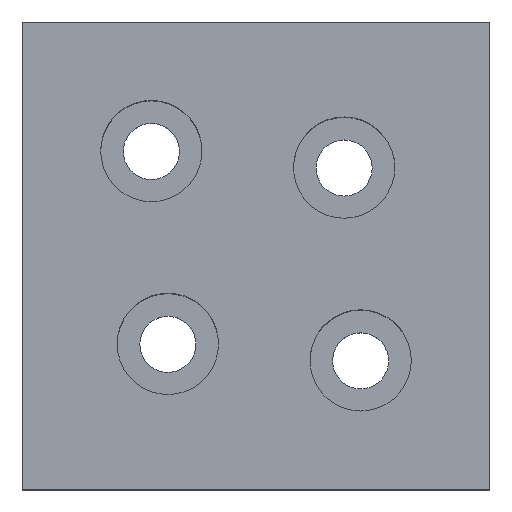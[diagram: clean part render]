
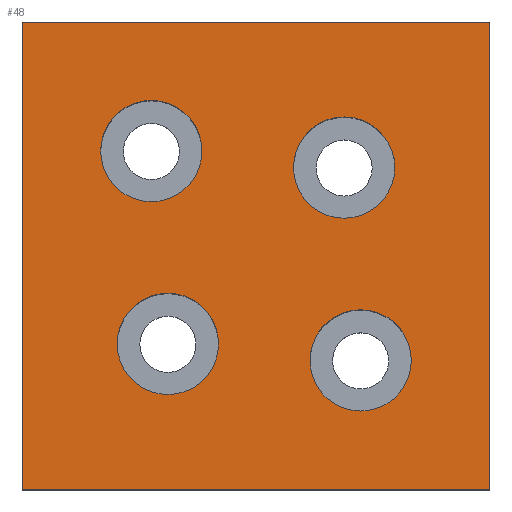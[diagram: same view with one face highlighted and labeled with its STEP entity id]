
A CAD part, top view. The second image highlights one B-rep face of the part: STEP entity #48.
In plain terms, the highlighted planar face has unit normal (0, 0, 1).
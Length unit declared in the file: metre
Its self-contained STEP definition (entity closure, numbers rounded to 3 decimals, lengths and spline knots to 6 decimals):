
#48 = ADVANCED_FACE( '', ( #110, #111, #112, #113, #114 ), #115, .T. );
#110 = FACE_BOUND( '', #191, .T. );
#111 = FACE_BOUND( '', #192, .T. );
#112 = FACE_BOUND( '', #193, .T. );
#113 = FACE_BOUND( '', #194, .T. );
#114 = FACE_OUTER_BOUND( '', #195, .T. );
#115 = PLANE( '', #196 );
#191 = EDGE_LOOP( '', ( #275 ) );
#192 = EDGE_LOOP( '', ( #276 ) );
#193 = EDGE_LOOP( '', ( #277 ) );
#194 = EDGE_LOOP( '', ( #278 ) );
#195 = EDGE_LOOP( '', ( #279, #280, #281, #282 ) );
#196 = AXIS2_PLACEMENT_3D( '', #283, #284, #285 );
#275 = ORIENTED_EDGE( '', *, *, #392, .F. );
#276 = ORIENTED_EDGE( '', *, *, #393, .F. );
#277 = ORIENTED_EDGE( '', *, *, #394, .F. );
#278 = ORIENTED_EDGE( '', *, *, #395, .F. );
#279 = ORIENTED_EDGE( '', *, *, #396, .F. );
#280 = ORIENTED_EDGE( '', *, *, #397, .T. );
#281 = ORIENTED_EDGE( '', *, *, #398, .T. );
#282 = ORIENTED_EDGE( '', *, *, #399, .F. );
#283 = CARTESIAN_POINT( '', ( 0., 0., 0.02 ) );
#284 = DIRECTION( '', ( 0., 0., 1. ) );
#285 = DIRECTION( '', ( 1., 0., 0. ) );
#392 = EDGE_CURVE( '', #448, #448, #449, .T. );
#393 = EDGE_CURVE( '', #450, #450, #451, .T. );
#394 = EDGE_CURVE( '', #452, #452, #453, .T. );
#395 = EDGE_CURVE( '', #454, #454, #455, .T. );
#396 = EDGE_CURVE( '', #456, #457, #458, .T. );
#397 = EDGE_CURVE( '', #456, #459, #460, .T. );
#398 = EDGE_CURVE( '', #459, #461, #462, .T. );
#399 = EDGE_CURVE( '', #457, #461, #463, .T. );
#448 = VERTEX_POINT( '', #522 );
#449 = CIRCLE( '', #523, 0.00325 );
#450 = VERTEX_POINT( '', #524 );
#451 = CIRCLE( '', #525, 0.00325 );
#452 = VERTEX_POINT( '', #526 );
#453 = CIRCLE( '', #527, 0.00325 );
#454 = VERTEX_POINT( '', #528 );
#455 = CIRCLE( '', #529, 0.00325 );
#456 = VERTEX_POINT( '', #530 );
#457 = VERTEX_POINT( '', #531 );
#458 = LINE( '', #532, #533 );
#459 = VERTEX_POINT( '', #534 );
#460 = LINE( '', #535, #536 );
#461 = VERTEX_POINT( '', #537 );
#462 = LINE( '', #538, #539 );
#463 = LINE( '', #540, #541 );
#522 = CARTESIAN_POINT( '', ( -0.002407, -0.005657, 0.02 ) );
#523 = AXIS2_PLACEMENT_3D( '', #598, #599, #600 );
#524 = CARTESIAN_POINT( '', ( 0.009968, -0.006718, 0.02 ) );
#525 = AXIS2_PLACEMENT_3D( '', #601, #602, #603 );
#526 = CARTESIAN_POINT( '', ( 0.008907, 0.005657, 0.02 ) );
#527 = AXIS2_PLACEMENT_3D( '', #604, #605, #606 );
#528 = CARTESIAN_POINT( '', ( -0.003468, 0.006718, 0.02 ) );
#529 = AXIS2_PLACEMENT_3D( '', #607, #608, #609 );
#530 = CARTESIAN_POINT( '', ( 0.015, -0.015, 0.02 ) );
#531 = CARTESIAN_POINT( '', ( -0.015, -0.015, 0.02 ) );
#532 = CARTESIAN_POINT( '', ( 0., -0.015, 0.02 ) );
#533 = VECTOR( '', #610, 1. );
#534 = CARTESIAN_POINT( '', ( 0.015, 0.015, 0.02 ) );
#535 = CARTESIAN_POINT( '', ( 0.015, 0., 0.02 ) );
#536 = VECTOR( '', #611, 1. );
#537 = CARTESIAN_POINT( '', ( -0.015, 0.015, 0.02 ) );
#538 = CARTESIAN_POINT( '', ( 0., 0.015, 0.02 ) );
#539 = VECTOR( '', #612, 1. );
#540 = CARTESIAN_POINT( '', ( -0.015, 0., 0.02 ) );
#541 = VECTOR( '', #613, 1. );
#598 = CARTESIAN_POINT( '', ( -0.005657, -0.005657, 0.02 ) );
#599 = DIRECTION( '', ( 0., 0., 1. ) );
#600 = DIRECTION( '', ( 1., 0., 0. ) );
#601 = CARTESIAN_POINT( '', ( 0.006718, -0.006718, 0.02 ) );
#602 = DIRECTION( '', ( 0., 0., 1. ) );
#603 = DIRECTION( '', ( 1., 0., 0. ) );
#604 = CARTESIAN_POINT( '', ( 0.005657, 0.005657, 0.02 ) );
#605 = DIRECTION( '', ( 0., 0., 1. ) );
#606 = DIRECTION( '', ( 1., 0., 0. ) );
#607 = CARTESIAN_POINT( '', ( -0.006718, 0.006718, 0.02 ) );
#608 = DIRECTION( '', ( 0., 0., 1. ) );
#609 = DIRECTION( '', ( 1., 0., 0. ) );
#610 = DIRECTION( '', ( -1., 0., 0. ) );
#611 = DIRECTION( '', ( 0., 1., 0. ) );
#612 = DIRECTION( '', ( -1., 0., 0. ) );
#613 = DIRECTION( '', ( 0., 1., 0. ) );
